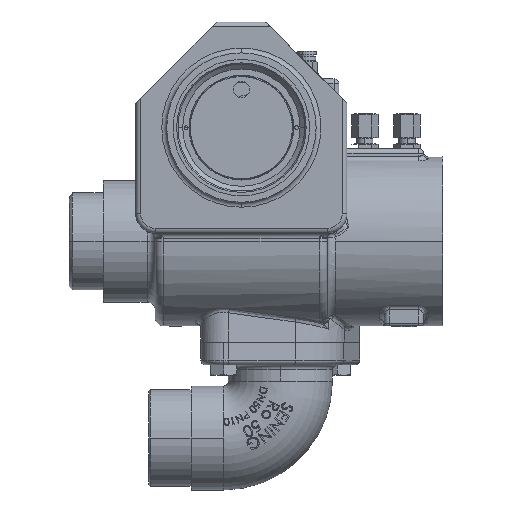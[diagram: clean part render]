
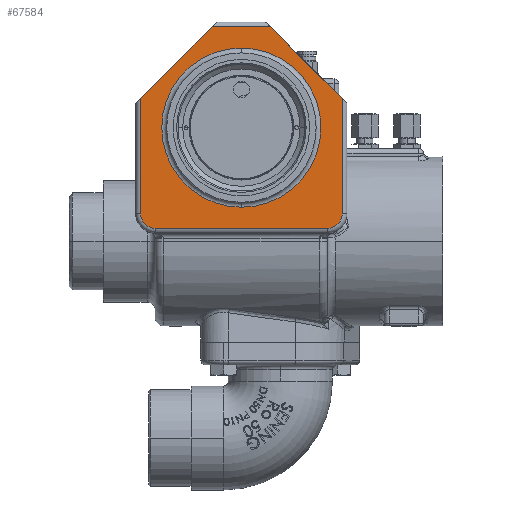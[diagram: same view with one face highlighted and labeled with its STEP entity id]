
A CAD part, front view. The second image highlights one B-rep face of the part: STEP entity #67584.
In plain terms, the highlighted planar face has unit normal (0, -1, 0).
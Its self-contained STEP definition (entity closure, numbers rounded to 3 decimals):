
#2542 = CARTESIAN_POINT ( 'NONE',  ( -124., -88., 119. ) ) ;
#2543 = CARTESIAN_POINT ( 'NONE',  ( -124., -88., 21. ) ) ;
#9785 = FACE_OUTER_BOUND ( 'NONE', #20482, .T. ) ;
#10466 = EDGE_CURVE ( 'NONE', #47530, #47531, #33602, .T. ) ;
#10476 = EDGE_CURVE ( 'NONE', #47529, #47530, #33022, .T. ) ;
#10503 = EDGE_CURVE ( 'NONE', #47531, #47533, #33544, .T. ) ;
#10516 = EDGE_CURVE ( 'NONE', #47533, #47534, #33642, .T. ) ;
#10888 = EDGE_CURVE ( 'NONE', #47584, #47529, #33099, .T. ) ;
#10894 = EDGE_CURVE ( 'NONE', #47584, #47586, #33815, .T. ) ;
#10908 = EDGE_CURVE ( 'NONE', #47585, #47586, #33118, .T. ) ;
#10922 = EDGE_CURVE ( 'NONE', #47585, #47534, #33832, .T. ) ;
#11737 = FACE_BOUND ( 'NONE', #20228, .T. ) ;
#12956 = EDGE_CURVE ( 'NONE', #48708, #48707, #33025, .T. ) ;
#17901 = CARTESIAN_POINT ( 'NONE',  ( -71., -88., 8. ) ) ;
#17912 = DIRECTION ( 'NONE',  ( 0., -1., 0. ) ) ;
#17921 = DIRECTION ( 'NONE',  ( 1., 0., 0. ) ) ;
#17924 = CARTESIAN_POINT ( 'NONE',  ( -177., -88., 17. ) ) ;
#17934 = DIRECTION ( 'NONE',  ( 0., 0., -1. ) ) ;
#17959 = CARTESIAN_POINT ( 'NONE',  ( -62., -88., 123. ) ) ;
#17961 = DIRECTION ( 'NONE',  ( 0., -1., 0. ) ) ;
#17970 = CARTESIAN_POINT ( 'NONE',  ( -71., -88., 17. ) ) ;
#17974 = DIRECTION ( 'NONE',  ( 0., 0., -1. ) ) ;
#17991 = DIRECTION ( 'NONE',  ( 0., 0., 1. ) ) ;
#19026 = CARTESIAN_POINT ( 'NONE',  ( -186., -88., 17. ) ) ;
#19044 = DIRECTION ( 'NONE',  ( 0., 0., -1. ) ) ;
#19051 = CARTESIAN_POINT ( 'NONE',  ( -139., -88., 135. ) ) ;
#19053 = DIRECTION ( 'NONE',  ( 0.707, 0., 0.707 ) ) ;
#19064 = CARTESIAN_POINT ( 'NONE',  ( -71., -88., 132. ) ) ;
#19068 = DIRECTION ( 'NONE',  ( -1., 0., 0. ) ) ;
#19110 = CARTESIAN_POINT ( 'NONE',  ( -109., -88., 135. ) ) ;
#19112 = DIRECTION ( 'NONE',  ( 0.707, 0., -0.707 ) ) ;
#20228 = EDGE_LOOP ( 'NONE', ( #82397, #82291 ) ) ;
#20482 = EDGE_LOOP ( 'NONE', ( #82277, #82265, #82268, #82314, #82344, #82346, #82289, #82270 ) ) ;
#31561 = CARTESIAN_POINT ( 'NONE',  ( -124., -88., 70. ) ) ;
#31568 = DIRECTION ( 'NONE',  ( 0., 1., 0. ) ) ;
#31569 = DIRECTION ( 'NONE',  ( 0., 0., -1. ) ) ;
#32556 = CARTESIAN_POINT ( 'NONE',  ( -186., -88., 17. ) ) ;
#32557 = CARTESIAN_POINT ( 'NONE',  ( -177., -88., 8. ) ) ;
#32558 = CARTESIAN_POINT ( 'NONE',  ( -71., -88., 8. ) ) ;
#32560 = CARTESIAN_POINT ( 'NONE',  ( -62., -88., 17. ) ) ;
#32561 = CARTESIAN_POINT ( 'NONE',  ( -62., -88., 88. ) ) ;
#32611 = CARTESIAN_POINT ( 'NONE',  ( -186., -88., 88. ) ) ;
#32612 = CARTESIAN_POINT ( 'NONE',  ( -106., -88., 132. ) ) ;
#32613 = CARTESIAN_POINT ( 'NONE',  ( -142., -88., 132. ) ) ;
#33022 = CIRCLE ( 'NONE', #69410, 9. ) ;
#33025 = CIRCLE ( 'NONE', #69629, 49. ) ;
#33099 = LINE ( 'NONE', #19026, #33817 ) ;
#33118 = LINE ( 'NONE', #19064, #33246 ) ;
#33136 = VECTOR ( 'NONE', #17991, 1000. ) ;
#33246 = VECTOR ( 'NONE', #19068, 1000. ) ;
#33544 = CIRCLE ( 'NONE', #69414, 9. ) ;
#33602 = LINE ( 'NONE', #17901, #33939 ) ;
#33642 = LINE ( 'NONE', #17959, #33136 ) ;
#33714 = VECTOR ( 'NONE', #19112, 1000. ) ;
#33815 = LINE ( 'NONE', #19051, #33925 ) ;
#33817 = VECTOR ( 'NONE', #19044, 1000. ) ;
#33832 = LINE ( 'NONE', #19110, #33714 ) ;
#33925 = VECTOR ( 'NONE', #19053, 1000. ) ;
#33939 = VECTOR ( 'NONE', #17921, 1000. ) ;
#39814 = EDGE_CURVE ( 'NONE', #48707, #48708, #80459, .T. ) ;
#47529 = VERTEX_POINT ( 'NONE', #32556 ) ;
#47530 = VERTEX_POINT ( 'NONE', #32557 ) ;
#47531 = VERTEX_POINT ( 'NONE', #32558 ) ;
#47533 = VERTEX_POINT ( 'NONE', #32560 ) ;
#47534 = VERTEX_POINT ( 'NONE', #32561 ) ;
#47584 = VERTEX_POINT ( 'NONE', #32611 ) ;
#47585 = VERTEX_POINT ( 'NONE', #32612 ) ;
#47586 = VERTEX_POINT ( 'NONE', #32613 ) ;
#48707 = VERTEX_POINT ( 'NONE', #2542 ) ;
#48708 = VERTEX_POINT ( 'NONE', #2543 ) ;
#50412 = CARTESIAN_POINT ( 'NONE',  ( -124., -88., 70. ) ) ;
#50422 = DIRECTION ( 'NONE',  ( 0., 1., 0. ) ) ;
#50423 = DIRECTION ( 'NONE',  ( 0., 0., -1. ) ) ;
#67584 = ADVANCED_FACE ( 'NONE', ( #9785, #11737 ), #84825, .T. ) ;
#69410 = AXIS2_PLACEMENT_3D ( 'NONE', #17924, #17912, #17934 ) ;
#69414 = AXIS2_PLACEMENT_3D ( 'NONE', #17970, #17961, #17974 ) ;
#69629 = AXIS2_PLACEMENT_3D ( 'NONE', #50412, #50422, #50423 ) ;
#73237 = AXIS2_PLACEMENT_3D ( 'NONE', #31561, #31568, #31569 ) ;
#74236 = AXIS2_PLACEMENT_3D ( 'NONE', #84824, #84833, #84834 ) ;
#80459 = CIRCLE ( 'NONE', #73237, 49. ) ;
#82265 = ORIENTED_EDGE ( 'NONE', *, *, #10908, .T. ) ;
#82268 = ORIENTED_EDGE ( 'NONE', *, *, #10894, .F. ) ;
#82270 = ORIENTED_EDGE ( 'NONE', *, *, #10516, .T. ) ;
#82277 = ORIENTED_EDGE ( 'NONE', *, *, #10922, .F. ) ;
#82289 = ORIENTED_EDGE ( 'NONE', *, *, #10503, .T. ) ;
#82291 = ORIENTED_EDGE ( 'NONE', *, *, #39814, .T. ) ;
#82314 = ORIENTED_EDGE ( 'NONE', *, *, #10888, .T. ) ;
#82344 = ORIENTED_EDGE ( 'NONE', *, *, #10476, .T. ) ;
#82346 = ORIENTED_EDGE ( 'NONE', *, *, #10466, .T. ) ;
#82397 = ORIENTED_EDGE ( 'NONE', *, *, #12956, .T. ) ;
#84824 = CARTESIAN_POINT ( 'NONE',  ( -71., -88., 123. ) ) ;
#84825 = PLANE ( 'NONE',  #74236 ) ;
#84833 = DIRECTION ( 'NONE',  ( 0., -1., 0. ) ) ;
#84834 = DIRECTION ( 'NONE',  ( 0., 0., -1. ) ) ;
